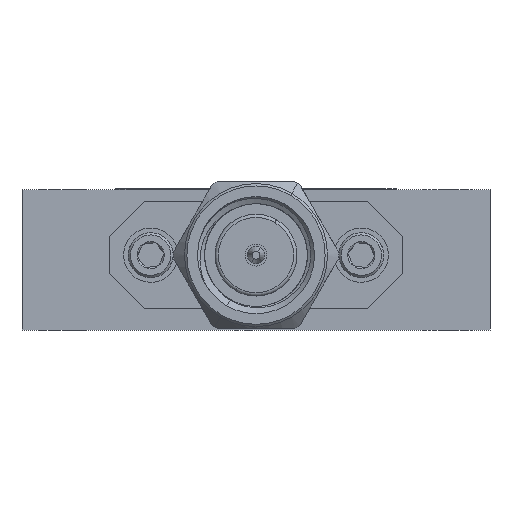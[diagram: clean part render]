
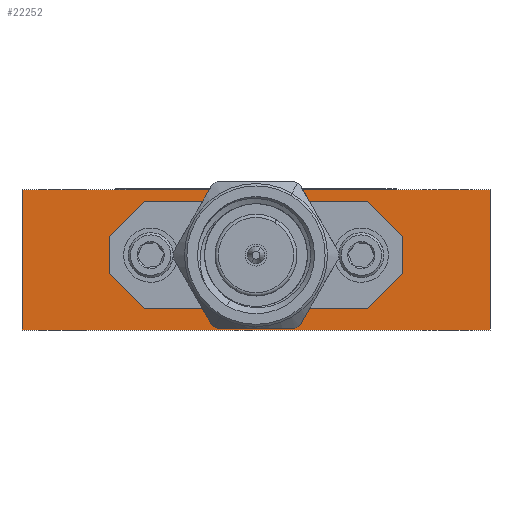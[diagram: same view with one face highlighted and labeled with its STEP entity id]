
A CAD part, left-side view. The second image highlights one B-rep face of the part: STEP entity #22252.
In plain terms, the highlighted planar face has unit normal (-1, 0, 0).
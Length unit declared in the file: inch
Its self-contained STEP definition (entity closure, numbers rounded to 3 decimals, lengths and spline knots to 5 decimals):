
#248 = CARTESIAN_POINT ( 'NONE',  ( -0.375, 0.2375, 0.125 ) ) ;
#611 = LINE ( 'NONE', #28709, #6270 ) ;
#1846 = CARTESIAN_POINT ( 'NONE',  ( -0.375, 0.3125, 0.05 ) ) ;
#1989 = DIRECTION ( 'NONE',  ( 0., -1., 0. ) ) ;
#2692 = ORIENTED_EDGE ( 'NONE', *, *, #28823, .T. ) ;
#2742 = VECTOR ( 'NONE', #10847, 39.37008 ) ;
#3277 = VECTOR ( 'NONE', #21888, 39.37008 ) ;
#3496 = ORIENTED_EDGE ( 'NONE', *, *, #6484, .T. ) ;
#4175 = VERTEX_POINT ( 'NONE', #1846 ) ;
#4323 = DIRECTION ( 'NONE',  ( 0., 0.707, -0.707 ) ) ;
#4435 = CARTESIAN_POINT ( 'NONE',  ( -0.375, -0.5, -0.15 ) ) ;
#5149 = LINE ( 'NONE', #14711, #26920 ) ;
#5610 = CARTESIAN_POINT ( 'NONE',  ( -0.375, 0.5, -0.15 ) ) ;
#6270 = VECTOR ( 'NONE', #7355, 39.37008 ) ;
#6281 = CARTESIAN_POINT ( 'NONE',  ( -0.375, -0.3125, -0.105 ) ) ;
#6345 = CARTESIAN_POINT ( 'NONE',  ( -0.375, -0.2375, 0.125 ) ) ;
#6484 = EDGE_CURVE ( 'NONE', #24316, #22603, #11912, .T. ) ;
#7308 = ORIENTED_EDGE ( 'NONE', *, *, #19905, .F. ) ;
#7355 = DIRECTION ( 'NONE',  ( 0., 1., 0. ) ) ;
#7674 = VERTEX_POINT ( 'NONE', #14138 ) ;
#7676 = DIRECTION ( 'NONE',  ( 0., 0., -1. ) ) ;
#7900 = DIRECTION ( 'NONE',  ( 0., -0.707, 0.707 ) ) ;
#7983 = ORIENTED_EDGE ( 'NONE', *, *, #14290, .F. ) ;
#8002 = CARTESIAN_POINT ( 'NONE',  ( -0.375, -0.5, 0.15 ) ) ;
#8353 = ORIENTED_EDGE ( 'NONE', *, *, #25101, .T. ) ;
#8763 = VECTOR ( 'NONE', #29071, 39.37008 ) ;
#8986 = EDGE_LOOP ( 'NONE', ( #10338, #30897, #12671, #10630 ) ) ;
#9092 = CARTESIAN_POINT ( 'NONE',  ( -0.375, -0.5, 0.15 ) ) ;
#9506 = CARTESIAN_POINT ( 'NONE',  ( -0.375, -0.5, 0.15 ) ) ;
#9740 = CARTESIAN_POINT ( 'NONE',  ( -0.375, 0.17625, -0.16625 ) ) ;
#9774 = CARTESIAN_POINT ( 'NONE',  ( -0.375, 0.2375, -0.105 ) ) ;
#9803 = CARTESIAN_POINT ( 'NONE',  ( -0.375, -0.3125, 0.125 ) ) ;
#10270 = VERTEX_POINT ( 'NONE', #248 ) ;
#10338 = ORIENTED_EDGE ( 'NONE', *, *, #30709, .T. ) ;
#10432 = LINE ( 'NONE', #12488, #11582 ) ;
#10630 = ORIENTED_EDGE ( 'NONE', *, *, #25289, .T. ) ;
#10847 = DIRECTION ( 'NONE',  ( 0., -0.707, -0.707 ) ) ;
#11540 = CARTESIAN_POINT ( 'NONE',  ( -0.375, -0.3125, 0.05 ) ) ;
#11582 = VECTOR ( 'NONE', #7900, 39.37008 ) ;
#11863 = CARTESIAN_POINT ( 'NONE',  ( -0.375, -0.17625, -0.16625 ) ) ;
#11912 = LINE ( 'NONE', #9740, #23357 ) ;
#12029 = VECTOR ( 'NONE', #25813, 39.37008 ) ;
#12141 = VERTEX_POINT ( 'NONE', #5610 ) ;
#12488 = CARTESIAN_POINT ( 'NONE',  ( -0.375, 0.17625, 0.18625 ) ) ;
#12570 = EDGE_CURVE ( 'NONE', #15349, #13558, #16655, .T. ) ;
#12671 = ORIENTED_EDGE ( 'NONE', *, *, #15234, .F. ) ;
#12693 = DIRECTION ( 'NONE',  ( 1., 0., 0. ) ) ;
#12863 = VERTEX_POINT ( 'NONE', #25016 ) ;
#12864 = VECTOR ( 'NONE', #14352, 39.37008 ) ;
#13133 = VECTOR ( 'NONE', #7676, 39.37008 ) ;
#13558 = VERTEX_POINT ( 'NONE', #11540 ) ;
#13626 = FACE_OUTER_BOUND ( 'NONE', #8986, .T. ) ;
#14138 = CARTESIAN_POINT ( 'NONE',  ( -0.375, -0.5, 0.15 ) ) ;
#14290 = EDGE_CURVE ( 'NONE', #4175, #22603, #5149, .T. ) ;
#14352 = DIRECTION ( 'NONE',  ( 0., 0., 1. ) ) ;
#14711 = CARTESIAN_POINT ( 'NONE',  ( -0.375, 0.3125, 0.125 ) ) ;
#15230 = AXIS2_PLACEMENT_3D ( 'NONE', #8002, #12693, #25079 ) ;
#15234 = EDGE_CURVE ( 'NONE', #17434, #7674, #26488, .T. ) ;
#15349 = VERTEX_POINT ( 'NONE', #31473 ) ;
#15852 = CARTESIAN_POINT ( 'NONE',  ( -0.375, -0.17625, 0.18625 ) ) ;
#16104 = EDGE_CURVE ( 'NONE', #4175, #10270, #10432, .T. ) ;
#16219 = LINE ( 'NONE', #26916, #3277 ) ;
#16655 = LINE ( 'NONE', #9803, #12864 ) ;
#17124 = ORIENTED_EDGE ( 'NONE', *, *, #16104, .T. ) ;
#17258 = DIRECTION ( 'NONE',  ( 0., 0.707, 0.707 ) ) ;
#17434 = VERTEX_POINT ( 'NONE', #31461 ) ;
#19676 = DIRECTION ( 'NONE',  ( 0., 0., -1. ) ) ;
#19751 = FACE_BOUND ( 'NONE', #27956, .T. ) ;
#19905 = EDGE_CURVE ( 'NONE', #24316, #12863, #22005, .T. ) ;
#20383 = LINE ( 'NONE', #11863, #21934 ) ;
#21281 = CARTESIAN_POINT ( 'NONE',  ( -0.375, 0.3125, -0.03 ) ) ;
#21428 = ORIENTED_EDGE ( 'NONE', *, *, #25878, .F. ) ;
#21888 = DIRECTION ( 'NONE',  ( 0., 0., -1. ) ) ;
#21934 = VECTOR ( 'NONE', #4323, 39.37008 ) ;
#22005 = LINE ( 'NONE', #6281, #12029 ) ;
#22252 = ADVANCED_FACE ( 'NONE', ( #19751, #13626 ), #27304, .F. ) ;
#22603 = VERTEX_POINT ( 'NONE', #21281 ) ;
#23357 = VECTOR ( 'NONE', #17258, 39.37008 ) ;
#24316 = VERTEX_POINT ( 'NONE', #9774 ) ;
#24780 = EDGE_CURVE ( 'NONE', #7674, #27537, #27281, .T. ) ;
#25016 = CARTESIAN_POINT ( 'NONE',  ( -0.375, -0.2375, -0.105 ) ) ;
#25079 = DIRECTION ( 'NONE',  ( 0., 0., -1. ) ) ;
#25101 = EDGE_CURVE ( 'NONE', #15349, #12863, #20383, .T. ) ;
#25252 = LINE ( 'NONE', #15852, #2742 ) ;
#25289 = EDGE_CURVE ( 'NONE', #17434, #12141, #16219, .T. ) ;
#25813 = DIRECTION ( 'NONE',  ( 0., -1., 0. ) ) ;
#25878 = EDGE_CURVE ( 'NONE', #27447, #10270, #611, .T. ) ;
#26488 = LINE ( 'NONE', #9092, #27616 ) ;
#26916 = CARTESIAN_POINT ( 'NONE',  ( -0.375, 0.5, 0.15 ) ) ;
#26920 = VECTOR ( 'NONE', #19676, 39.37008 ) ;
#27281 = LINE ( 'NONE', #9506, #13133 ) ;
#27304 = PLANE ( 'NONE',  #15230 ) ;
#27447 = VERTEX_POINT ( 'NONE', #6345 ) ;
#27537 = VERTEX_POINT ( 'NONE', #4435 ) ;
#27616 = VECTOR ( 'NONE', #1989, 39.37008 ) ;
#27956 = EDGE_LOOP ( 'NONE', ( #3496, #7983, #17124, #21428, #2692, #29717, #8353, #7308 ) ) ;
#28224 = LINE ( 'NONE', #29277, #8763 ) ;
#28709 = CARTESIAN_POINT ( 'NONE',  ( -0.375, -0.3125, 0.125 ) ) ;
#28823 = EDGE_CURVE ( 'NONE', #27447, #13558, #25252, .T. ) ;
#29071 = DIRECTION ( 'NONE',  ( 0., -1., 0. ) ) ;
#29277 = CARTESIAN_POINT ( 'NONE',  ( -0.375, -0.5, -0.15 ) ) ;
#29717 = ORIENTED_EDGE ( 'NONE', *, *, #12570, .F. ) ;
#30709 = EDGE_CURVE ( 'NONE', #12141, #27537, #28224, .T. ) ;
#30897 = ORIENTED_EDGE ( 'NONE', *, *, #24780, .F. ) ;
#31461 = CARTESIAN_POINT ( 'NONE',  ( -0.375, 0.5, 0.15 ) ) ;
#31473 = CARTESIAN_POINT ( 'NONE',  ( -0.375, -0.3125, -0.03 ) ) ;
